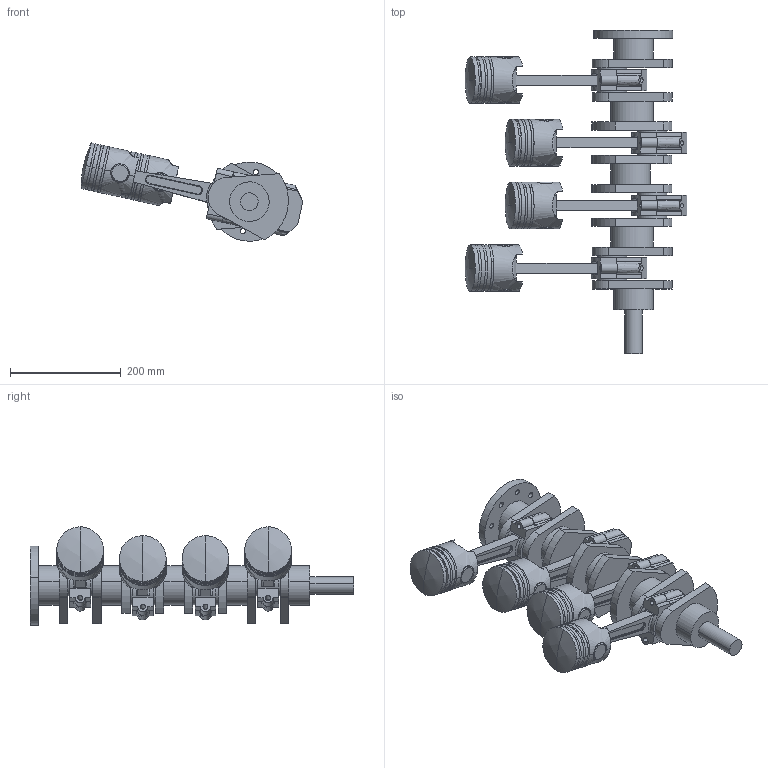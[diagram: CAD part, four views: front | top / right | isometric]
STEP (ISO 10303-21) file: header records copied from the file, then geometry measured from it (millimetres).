
FILE_DESCRIPTION(('FreeCAD Model'),'2;1');
FILE_NAME('Open CASCADE Shape Model','2025-05-09T06:11:07',('FreeCAD'),( 'FreeCAD'),'Open CASCADE STEP processor 7.6','FreeCAD','Unknown');
FILE_SCHEMA(('AUTOMOTIVE_DESIGN { 1 0 10303 214 1 1 1 1 }'));
Products named in the file (1): Open CASCADE STEP translator 7.6 1
Bounding box: 400.67 x 584.83 x 177.56 mm (x, y, z)
Volume: 5424584.4 mm3; surface area: 923859.6 mm2
Topology: 30 solids, 30 shells, 694 faces, 1696 edges, 1112 vertices
Faces by surface type: bspline 694
Entity records: 33712 total; most frequent: CARTESIAN_POINT 23765, ORIENTED_EDGE 3392, EDGE_CURVE 1696, VERTEX_POINT 1112, B_SPLINE_CURVE_WITH_KNOTS 1028, FACE_BOUND 836, EDGE_LOOP 836, ADVANCED_FACE 694
